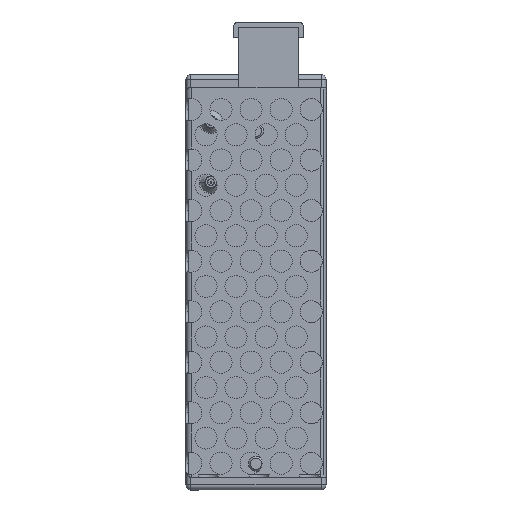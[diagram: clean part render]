
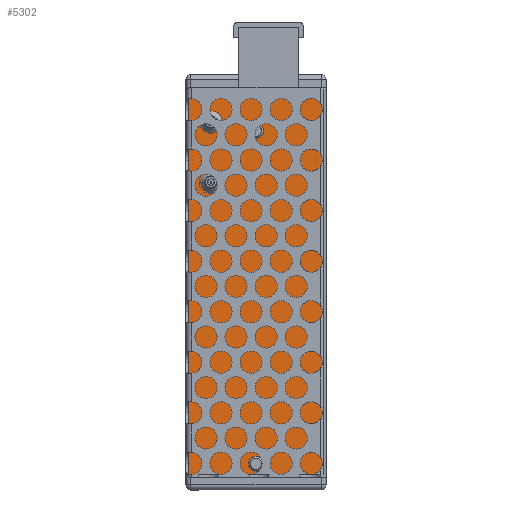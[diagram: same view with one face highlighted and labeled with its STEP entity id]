
A CAD part, left-side view. The second image highlights one B-rep face of the part: STEP entity #5302.
In plain terms, the highlighted planar face has unit normal (-1, 0, 0).
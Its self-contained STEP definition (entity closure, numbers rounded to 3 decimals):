
#5105=CARTESIAN_POINT('Axis2P3D Location',(25.,-20.,23.)) ;
#5109=CARTESIAN_POINT('Vertex',(25.,-20.,21.5)) ;
#5111=CARTESIAN_POINT('Vertex',(25.,-20.,24.5)) ;
#5146=CARTESIAN_POINT('Axis2P3D Location',(25.,-95.824,0.)) ;
#5151=CARTESIAN_POINT('Line Origine',(25.,38.5,14.)) ;
#5155=CARTESIAN_POINT('Vertex',(25.,38.5,27.5)) ;
#5157=CARTESIAN_POINT('Vertex',(25.,38.5,0.5)) ;
#5160=CARTESIAN_POINT('Line Origine',(25.,0.,0.5)) ;
#5164=CARTESIAN_POINT('Vertex',(25.,-38.5,0.5)) ;
#5167=CARTESIAN_POINT('Line Origine',(25.,-38.5,14.)) ;
#5171=CARTESIAN_POINT('Vertex',(25.,-38.5,27.5)) ;
#5174=CARTESIAN_POINT('Line Origine',(25.,0.,27.5)) ;
#5186=CARTESIAN_POINT('Control Point',(25.,-20.,24.5)) ;
#5187=CARTESIAN_POINT('Control Point',(25.,-19.82,24.5)) ;
#5188=CARTESIAN_POINT('Control Point',(25.,-19.64,24.473)) ;
#5189=CARTESIAN_POINT('Control Point',(25.,-19.465,24.419)) ;
#5190=CARTESIAN_POINT('Control Point',(25.,-19.138,24.26)) ;
#5191=CARTESIAN_POINT('Control Point',(25.,-18.871,24.012)) ;
#5192=CARTESIAN_POINT('Control Point',(25.,-18.758,23.869)) ;
#5193=CARTESIAN_POINT('Control Point',(25.,-18.577,23.553)) ;
#5194=CARTESIAN_POINT('Control Point',(25.,-18.497,23.198)) ;
#5195=CARTESIAN_POINT('Control Point',(25.,-18.484,23.016)) ;
#5196=CARTESIAN_POINT('Control Point',(25.,-18.513,22.653)) ;
#5197=CARTESIAN_POINT('Control Point',(25.,-18.647,22.315)) ;
#5198=CARTESIAN_POINT('Control Point',(25.,-18.74,22.157)) ;
#5199=CARTESIAN_POINT('Control Point',(25.,-18.969,21.874)) ;
#5200=CARTESIAN_POINT('Control Point',(25.,-19.27,21.671)) ;
#5201=CARTESIAN_POINT('Control Point',(25.,-19.436,21.593)) ;
#5202=CARTESIAN_POINT('Control Point',(25.,-19.651,21.528)) ;
#5203=CARTESIAN_POINT('Control Point',(25.,-19.873,21.505)) ;
#5204=CARTESIAN_POINT('Control Point',(25.,-19.915,21.502)) ;
#5205=CARTESIAN_POINT('Control Point',(25.,-19.958,21.5)) ;
#5206=CARTESIAN_POINT('Control Point',(25.,-20.,21.5)) ;
#5213=CARTESIAN_POINT('Control Point',(25.,-32.,21.5)) ;
#5214=CARTESIAN_POINT('Control Point',(25.,-32.18,21.5)) ;
#5215=CARTESIAN_POINT('Control Point',(25.,-32.36,21.527)) ;
#5216=CARTESIAN_POINT('Control Point',(25.,-32.535,21.581)) ;
#5217=CARTESIAN_POINT('Control Point',(25.,-32.862,21.74)) ;
#5218=CARTESIAN_POINT('Control Point',(25.,-33.129,21.988)) ;
#5219=CARTESIAN_POINT('Control Point',(25.,-33.242,22.131)) ;
#5220=CARTESIAN_POINT('Control Point',(25.,-33.423,22.447)) ;
#5221=CARTESIAN_POINT('Control Point',(25.,-33.503,22.802)) ;
#5222=CARTESIAN_POINT('Control Point',(25.,-33.516,22.984)) ;
#5223=CARTESIAN_POINT('Control Point',(25.,-33.487,23.347)) ;
#5224=CARTESIAN_POINT('Control Point',(25.,-33.353,23.685)) ;
#5225=CARTESIAN_POINT('Control Point',(25.,-33.26,23.843)) ;
#5226=CARTESIAN_POINT('Control Point',(25.,-33.031,24.126)) ;
#5227=CARTESIAN_POINT('Control Point',(25.,-32.73,24.329)) ;
#5228=CARTESIAN_POINT('Control Point',(25.,-32.564,24.407)) ;
#5229=CARTESIAN_POINT('Control Point',(25.,-32.349,24.472)) ;
#5230=CARTESIAN_POINT('Control Point',(25.,-32.127,24.495)) ;
#5231=CARTESIAN_POINT('Control Point',(25.,-32.085,24.498)) ;
#5232=CARTESIAN_POINT('Control Point',(25.,-32.042,24.5)) ;
#5233=CARTESIAN_POINT('Control Point',(25.,-32.,24.5)) ;
#5234=CARTESIAN_POINT('Vertex',(25.,-32.,21.5)) ;
#5236=CARTESIAN_POINT('Vertex',(25.,-32.,24.5)) ;
#5240=CARTESIAN_POINT('Control Point',(25.,-32.,24.5)) ;
#5241=CARTESIAN_POINT('Control Point',(25.,-31.82,24.5)) ;
#5242=CARTESIAN_POINT('Control Point',(25.,-31.64,24.473)) ;
#5243=CARTESIAN_POINT('Control Point',(25.,-31.465,24.419)) ;
#5244=CARTESIAN_POINT('Control Point',(25.,-31.138,24.26)) ;
#5245=CARTESIAN_POINT('Control Point',(25.,-30.871,24.012)) ;
#5246=CARTESIAN_POINT('Control Point',(25.,-30.758,23.869)) ;
#5247=CARTESIAN_POINT('Control Point',(25.,-30.577,23.553)) ;
#5248=CARTESIAN_POINT('Control Point',(25.,-30.497,23.198)) ;
#5249=CARTESIAN_POINT('Control Point',(25.,-30.484,23.016)) ;
#5250=CARTESIAN_POINT('Control Point',(25.,-30.513,22.653)) ;
#5251=CARTESIAN_POINT('Control Point',(25.,-30.647,22.315)) ;
#5252=CARTESIAN_POINT('Control Point',(25.,-30.74,22.157)) ;
#5253=CARTESIAN_POINT('Control Point',(25.,-30.969,21.874)) ;
#5254=CARTESIAN_POINT('Control Point',(25.,-31.27,21.671)) ;
#5255=CARTESIAN_POINT('Control Point',(25.,-31.436,21.593)) ;
#5256=CARTESIAN_POINT('Control Point',(25.,-31.651,21.528)) ;
#5257=CARTESIAN_POINT('Control Point',(25.,-31.873,21.505)) ;
#5258=CARTESIAN_POINT('Control Point',(25.,-31.915,21.502)) ;
#5259=CARTESIAN_POINT('Control Point',(25.,-31.958,21.5)) ;
#5260=CARTESIAN_POINT('Control Point',(25.,-32.,21.5)) ;
#5266=CARTESIAN_POINT('Axis2P3D Location',(25.,-30.25,14.)) ;
#5270=CARTESIAN_POINT('Vertex',(25.,-30.25,13.)) ;
#5272=CARTESIAN_POINT('Vertex',(25.,-30.25,15.)) ;
#5275=CARTESIAN_POINT('Axis2P3D Location',(25.,-30.25,14.)) ;
#5284=CARTESIAN_POINT('Axis2P3D Location',(25.,36.25,14.)) ;
#5288=CARTESIAN_POINT('Vertex',(25.,36.25,13.)) ;
#5290=CARTESIAN_POINT('Vertex',(25.,36.25,15.)) ;
#5293=CARTESIAN_POINT('Axis2P3D Location',(25.,36.25,14.)) ;
#5106=DIRECTION('Axis2P3D Direction',(1.,-0.,0.)) ;
#5147=DIRECTION('Axis2P3D Direction',(1.,-0.,0.)) ;
#5148=DIRECTION('Axis2P3D XDirection',(0.,0.,-1.)) ;
#5152=DIRECTION('Vector Direction',(0.,0.,-1.)) ;
#5161=DIRECTION('Vector Direction',(0.,1.,0.)) ;
#5168=DIRECTION('Vector Direction',(0.,0.,-1.)) ;
#5175=DIRECTION('Vector Direction',(0.,1.,0.)) ;
#5267=DIRECTION('Axis2P3D Direction',(1.,-0.,0.)) ;
#5276=DIRECTION('Axis2P3D Direction',(1.,-0.,0.)) ;
#5285=DIRECTION('Axis2P3D Direction',(1.,-0.,0.)) ;
#5294=DIRECTION('Axis2P3D Direction',(1.,-0.,0.)) ;
#5107=AXIS2_PLACEMENT_3D('Circle Axis2P3D',#5105,#5106,$) ;
#5149=AXIS2_PLACEMENT_3D('Plane Axis2P3D',#5146,#5147,#5148) ;
#5268=AXIS2_PLACEMENT_3D('Circle Axis2P3D',#5266,#5267,$) ;
#5277=AXIS2_PLACEMENT_3D('Circle Axis2P3D',#5275,#5276,$) ;
#5286=AXIS2_PLACEMENT_3D('Circle Axis2P3D',#5284,#5285,$) ;
#5295=AXIS2_PLACEMENT_3D('Circle Axis2P3D',#5293,#5294,$) ;
#5180=ORIENTED_EDGE('',*,*,#5159,.T.) ;
#5181=ORIENTED_EDGE('',*,*,#5166,.F.) ;
#5182=ORIENTED_EDGE('',*,*,#5173,.F.) ;
#5183=ORIENTED_EDGE('',*,*,#5178,.T.) ;
#5209=ORIENTED_EDGE('',*,*,#5113,.F.) ;
#5210=ORIENTED_EDGE('',*,*,#5207,.F.) ;
#5263=ORIENTED_EDGE('',*,*,#5238,.F.) ;
#5264=ORIENTED_EDGE('',*,*,#5261,.F.) ;
#5281=ORIENTED_EDGE('',*,*,#5274,.T.) ;
#5282=ORIENTED_EDGE('',*,*,#5279,.T.) ;
#5299=ORIENTED_EDGE('',*,*,#5292,.T.) ;
#5300=ORIENTED_EDGE('',*,*,#5297,.T.) ;
#5211=FACE_BOUND('',#5208,.T.) ;
#5265=FACE_BOUND('',#5262,.T.) ;
#5283=FACE_BOUND('',#5280,.T.) ;
#5301=FACE_BOUND('',#5298,.T.) ;
#5153=VECTOR('Line Direction',#5152,1.) ;
#5162=VECTOR('Line Direction',#5161,1.) ;
#5169=VECTOR('Line Direction',#5168,1.) ;
#5176=VECTOR('Line Direction',#5175,1.) ;
#5302=ADVANCED_FACE('\X2\00C8\X0\\X2\00EC\X0\\X2\00EF\X0\\X2\00EE\X0\\X2\00F0\X0\\X2\00F2\X0\\X2\00E8\X0\\X2\00F0\X0\\X2\00EE\X0\\X2\00E2\X0\\X2\00E0\X0\\X2\00ED\X0\\X2\00ED\X0\\X2\00FB\X0\\X2\00E9\X0\1',(#5184,#5211,#5265,#5283,#5301),#5150,.F.) ;
#5185=B_SPLINE_CURVE_WITH_KNOTS('',5,(#5186,#5187,#5188,#5189,#5190,#5191,#5192,#5193,#5194,#5195,#5196,#5197,#5198,#5199,#5200,#5201,#5202,#5203,#5204,#5205,#5206),.UNSPECIFIED.,.F.,.U.,(6,3,3,3,3,3,6),(0.,1.273,2.546,3.818,5.091,6.364,6.664),.UNSPECIFIED.) ;
#5212=B_SPLINE_CURVE_WITH_KNOTS('',5,(#5213,#5214,#5215,#5216,#5217,#5218,#5219,#5220,#5221,#5222,#5223,#5224,#5225,#5226,#5227,#5228,#5229,#5230,#5231,#5232,#5233),.UNSPECIFIED.,.F.,.U.,(6,3,3,3,3,3,6),(0.,1.273,2.546,3.818,5.091,6.364,6.664),.UNSPECIFIED.) ;
#5239=B_SPLINE_CURVE_WITH_KNOTS('',5,(#5240,#5241,#5242,#5243,#5244,#5245,#5246,#5247,#5248,#5249,#5250,#5251,#5252,#5253,#5254,#5255,#5256,#5257,#5258,#5259,#5260),.UNSPECIFIED.,.F.,.U.,(6,3,3,3,3,3,6),(0.,1.273,2.546,3.818,5.091,6.364,6.664),.UNSPECIFIED.) ;
#5108=CIRCLE('generated circle',#5107,1.5) ;
#5269=CIRCLE('generated circle',#5268,1.) ;
#5278=CIRCLE('generated circle',#5277,1.) ;
#5287=CIRCLE('generated circle',#5286,1.) ;
#5296=CIRCLE('generated circle',#5295,1.) ;
#5113=EDGE_CURVE('',#5110,#5112,#5108,.F.) ;
#5159=EDGE_CURVE('',#5156,#5158,#5154,.T.) ;
#5166=EDGE_CURVE('',#5165,#5158,#5163,.T.) ;
#5173=EDGE_CURVE('',#5172,#5165,#5170,.T.) ;
#5178=EDGE_CURVE('',#5172,#5156,#5177,.T.) ;
#5207=EDGE_CURVE('',#5112,#5110,#5185,.T.) ;
#5238=EDGE_CURVE('',#5235,#5237,#5212,.T.) ;
#5261=EDGE_CURVE('',#5237,#5235,#5239,.T.) ;
#5274=EDGE_CURVE('',#5271,#5273,#5269,.T.) ;
#5279=EDGE_CURVE('',#5273,#5271,#5278,.T.) ;
#5292=EDGE_CURVE('',#5289,#5291,#5287,.T.) ;
#5297=EDGE_CURVE('',#5291,#5289,#5296,.T.) ;
#5179=EDGE_LOOP('',(#5180,#5181,#5182,#5183)) ;
#5208=EDGE_LOOP('',(#5209,#5210)) ;
#5262=EDGE_LOOP('',(#5263,#5264)) ;
#5280=EDGE_LOOP('',(#5281,#5282)) ;
#5298=EDGE_LOOP('',(#5299,#5300)) ;
#5184=FACE_OUTER_BOUND('',#5179,.T.) ;
#5154=LINE('Line',#5151,#5153) ;
#5163=LINE('Line',#5160,#5162) ;
#5170=LINE('Line',#5167,#5169) ;
#5177=LINE('Line',#5174,#5176) ;
#5150=PLANE('Plane',#5149) ;
#5110=VERTEX_POINT('',#5109) ;
#5112=VERTEX_POINT('',#5111) ;
#5156=VERTEX_POINT('',#5155) ;
#5158=VERTEX_POINT('',#5157) ;
#5165=VERTEX_POINT('',#5164) ;
#5172=VERTEX_POINT('',#5171) ;
#5235=VERTEX_POINT('',#5234) ;
#5237=VERTEX_POINT('',#5236) ;
#5271=VERTEX_POINT('',#5270) ;
#5273=VERTEX_POINT('',#5272) ;
#5289=VERTEX_POINT('',#5288) ;
#5291=VERTEX_POINT('',#5290) ;
